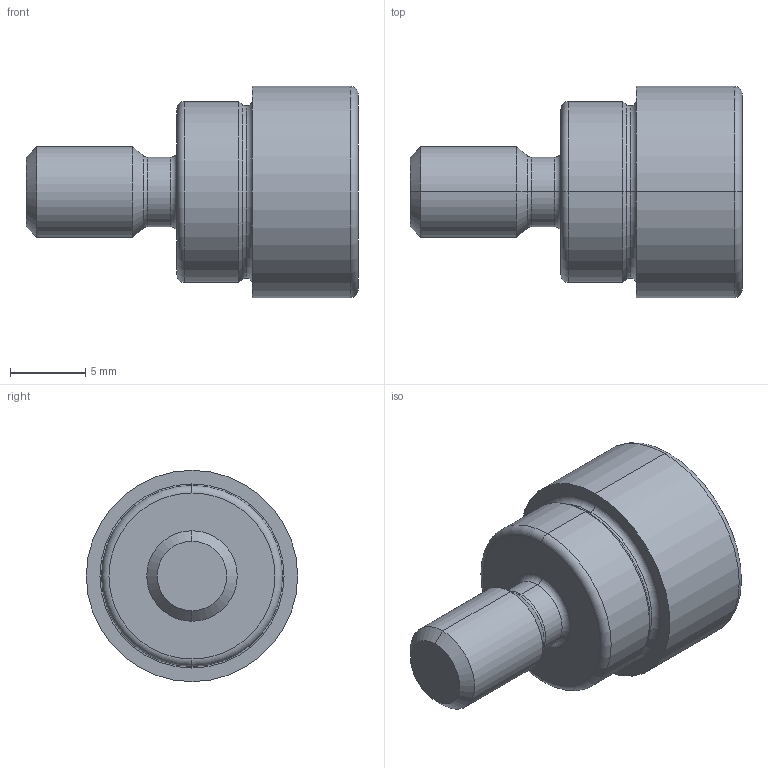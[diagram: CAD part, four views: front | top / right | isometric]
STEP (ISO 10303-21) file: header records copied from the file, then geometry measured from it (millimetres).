
FILE_DESCRIPTION (( 'STEP AP214' ), '1' );
FILE_NAME ('D32.ER2.001.022.STEP', '2021-03-31T13:21:16', ( '' ), ( '' ), 'SwSTEP 2.0', 'SolidWorks 2017', '' );
FILE_SCHEMA (( 'AUTOMOTIVE_DESIGN' ));
Length unit declared in the file: millimetre
Products named in the file (1): D32.ER2.001.022
Bounding box: 22 x 14 x 14 mm (x, y, z)
Volume: 1795.3 mm3; surface area: 1036.3 mm2
Topology: 1 solids, 1 shells, 40 faces, 88 edges, 51 vertices
Faces by surface type: torus 12, cone 10, plane 10, cylinder 8
Entity records: 1220 total; most frequent: CARTESIAN_POINT 290, DIRECTION 198, ORIENTED_EDGE 172, AXIS2_PLACEMENT_3D 87, EDGE_CURVE 86, VERTEX_POINT 51, CIRCLE 46, EDGE_LOOP 43
